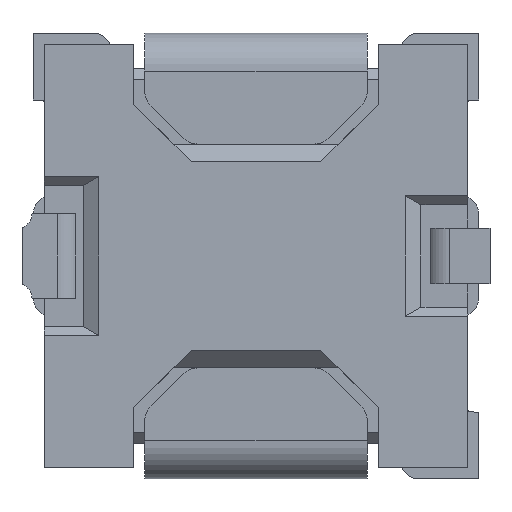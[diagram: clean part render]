
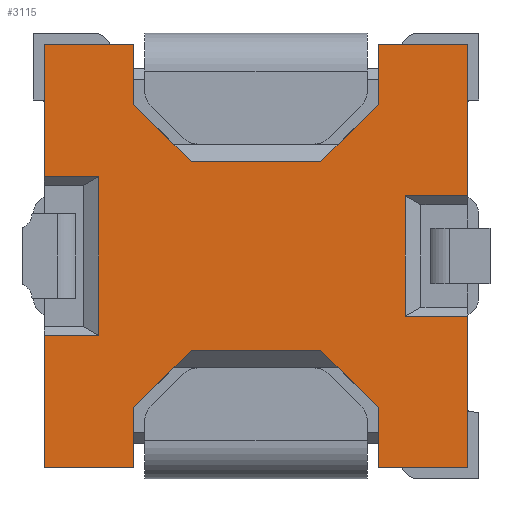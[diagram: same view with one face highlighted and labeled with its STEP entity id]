
A CAD part, front view. The second image highlights one B-rep face of the part: STEP entity #3115.
In plain terms, the highlighted planar face has unit normal (0, -1, 0).
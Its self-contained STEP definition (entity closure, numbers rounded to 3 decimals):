
#130=DIRECTION('',(-0.707,0.,0.707));
#131=VECTOR('',#130,0.367);
#132=CARTESIAN_POINT('',(1.5,0.03,-1.631));
#133=LINE('',#132,#131);
#134=DIRECTION('',(-0.707,0.,-0.707));
#135=VECTOR('',#134,0.367);
#136=CARTESIAN_POINT('',(0.659,0.03,
-1.372));
#137=LINE('',#136,#135);
#138=DIRECTION('',(0.,0.,-1.));
#139=VECTOR('',#138,0.269);
#140=CARTESIAN_POINT('',(0.4,0.03,-1.631));
#141=LINE('',#140,#139);
#142=DIRECTION('',(1.,0.,0.));
#143=VECTOR('',#142,0.244);
#144=CARTESIAN_POINT('',(0.,0.03,-1.307));
#145=LINE('',#144,#143);
#146=DIRECTION('',(-1.,0.,0.));
#147=VECTOR('',#146,0.244);
#148=CARTESIAN_POINT('',(0.244,0.03,
-0.593));
#149=LINE('',#148,#147);
#150=DIRECTION('',(0.707,0.,-0.707));
#151=VECTOR('',#150,0.367);
#152=CARTESIAN_POINT('',(0.4,0.03,-0.269));
#153=LINE('',#152,#151);
#154=DIRECTION('',(0.707,0.,0.707));
#155=VECTOR('',#154,0.367);
#156=CARTESIAN_POINT('',(1.241,0.03,
-0.528));
#157=LINE('',#156,#155);
#158=DIRECTION('',(0.,0.,-1.));
#159=VECTOR('',#158,0.68);
#160=CARTESIAN_POINT('',(1.9,0.03,0.));
#161=LINE('',#160,#159);
#162=DIRECTION('',(1.,0.,0.));
#163=VECTOR('',#162,0.279);
#164=CARTESIAN_POINT('',(1.621,0.03,-1.22));
#165=LINE('',#164,#163);
#166=DIRECTION('',(0.,0.,-1.));
#167=VECTOR('',#166,0.68);
#168=CARTESIAN_POINT('',(1.9,0.03,-1.22));
#169=LINE('',#168,#167);
#178=DIRECTION('',(1.,0.,0.));
#179=VECTOR('',#178,0.4);
#180=CARTESIAN_POINT('',(1.5,0.03,-1.9));
#181=LINE('',#180,#179);
#428=DIRECTION('',(0.,0.,1.));
#429=VECTOR('',#428,0.54);
#430=CARTESIAN_POINT('',(1.621,0.03,-1.22));
#431=LINE('',#430,#429);
#440=DIRECTION('',(1.,0.,0.));
#441=VECTOR('',#440,0.279);
#442=CARTESIAN_POINT('',(1.621,0.03,-0.68));
#443=LINE('',#442,#441);
#456=DIRECTION('',(0.,0.,-1.));
#457=VECTOR('',#456,0.593);
#458=CARTESIAN_POINT('',(0.,0.03,-1.307));
#459=LINE('',#458,#457);
#480=DIRECTION('',(0.,0.,-1.));
#481=VECTOR('',#480,0.593);
#482=CARTESIAN_POINT('',(0.,0.03,0.));
#483=LINE('',#482,#481);
#500=DIRECTION('',(0.,0.,-1.));
#501=VECTOR('',#500,0.713);
#502=CARTESIAN_POINT('',(0.244,0.03,
-0.593));
#503=LINE('',#502,#501);
#512=DIRECTION('',(1.,0.,0.));
#513=VECTOR('',#512,0.4);
#514=CARTESIAN_POINT('',(0.,0.03,-1.9));
#515=LINE('',#514,#513);
#1066=DIRECTION('',(0.,0.,-1.));
#1067=VECTOR('',#1066,0.269);
#1068=CARTESIAN_POINT('',(1.5,0.03,-1.631));
#1069=LINE('',#1068,#1067);
#1094=DIRECTION('',(1.,0.,0.));
#1095=VECTOR('',#1094,0.581);
#1096=CARTESIAN_POINT('',(0.659,0.03,
-1.372));
#1097=LINE('',#1096,#1095);
#1182=DIRECTION('',(-1.,0.,0.));
#1183=VECTOR('',#1182,0.4);
#1184=CARTESIAN_POINT('',(1.9,0.03,0.));
#1185=LINE('',#1184,#1183);
#1206=DIRECTION('',(0.,0.,-1.));
#1207=VECTOR('',#1206,0.269);
#1208=CARTESIAN_POINT('',(1.5,0.03,0.));
#1209=LINE('',#1208,#1207);
#1222=DIRECTION('',(0.,0.,1.));
#1223=VECTOR('',#1222,0.269);
#1224=CARTESIAN_POINT('',(0.4,0.03,-0.269));
#1225=LINE('',#1224,#1223);
#1274=DIRECTION('',(-1.,0.,0.));
#1275=VECTOR('',#1274,0.581);
#1276=CARTESIAN_POINT('',(1.241,0.03,
-0.528));
#1277=LINE('',#1276,#1275);
#1294=DIRECTION('',(-1.,0.,0.));
#1295=VECTOR('',#1294,0.4);
#1296=CARTESIAN_POINT('',(0.4,0.03,0.));
#1297=LINE('',#1296,#1295);
#2668=CARTESIAN_POINT('',(1.9,0.03,-1.9));
#2669=VERTEX_POINT('',#2668);
#2670=CARTESIAN_POINT('',(1.9,0.03,-1.22));
#2671=VERTEX_POINT('',#2670);
#2675=CARTESIAN_POINT('',(1.9,0.03,-0.68));
#2677=VERTEX_POINT('',#2675);
#2678=CARTESIAN_POINT('',(1.9,0.03,0.));
#2679=VERTEX_POINT('',#2678);
#2680=CARTESIAN_POINT('',(1.5,0.03,-1.9));
#2681=VERTEX_POINT('',#2680);
#2688=CARTESIAN_POINT('',(1.5,0.03,-1.631));
#2689=VERTEX_POINT('',#2688);
#2692=CARTESIAN_POINT('',(0.4,0.03,-1.9));
#2693=VERTEX_POINT('',#2692);
#2694=CARTESIAN_POINT('',(0.4,0.03,-1.631));
#2695=VERTEX_POINT('',#2694);
#2700=CARTESIAN_POINT('',(0.,0.03,-1.9));
#2701=VERTEX_POINT('',#2700);
#2702=CARTESIAN_POINT('',(0.,0.03,0.));
#2703=VERTEX_POINT('',#2702);
#2704=CARTESIAN_POINT('',(0.,0.03,-0.593));
#2705=VERTEX_POINT('',#2704);
#2709=CARTESIAN_POINT('',(0.,0.03,-1.307));
#2711=VERTEX_POINT('',#2709);
#2712=CARTESIAN_POINT('',(0.4,0.03,0.));
#2713=VERTEX_POINT('',#2712);
#2722=CARTESIAN_POINT('',(0.4,0.03,-0.269));
#2723=VERTEX_POINT('',#2722);
#2728=CARTESIAN_POINT('',(1.5,0.03,0.));
#2729=VERTEX_POINT('',#2728);
#2730=CARTESIAN_POINT('',(1.5,0.03,-0.269));
#2731=VERTEX_POINT('',#2730);
#2736=CARTESIAN_POINT('',(1.241,0.03,
-1.372));
#2737=VERTEX_POINT('',#2736);
#2738=CARTESIAN_POINT('',(0.659,0.03,
-1.372));
#2739=VERTEX_POINT('',#2738);
#2740=CARTESIAN_POINT('',(0.244,0.03,
-1.307));
#2741=VERTEX_POINT('',#2740);
#2742=CARTESIAN_POINT('',(0.244,0.03,
-0.593));
#2743=VERTEX_POINT('',#2742);
#2744=CARTESIAN_POINT('',(0.659,0.03,
-0.528));
#2745=VERTEX_POINT('',#2744);
#2746=CARTESIAN_POINT('',(1.241,0.03,
-0.528));
#2747=VERTEX_POINT('',#2746);
#2748=CARTESIAN_POINT('',(1.621,0.03,-0.68));
#2749=VERTEX_POINT('',#2748);
#2750=CARTESIAN_POINT('',(1.621,0.03,-1.22));
#2751=VERTEX_POINT('',#2750);
#3062=CARTESIAN_POINT('',(0.95,0.03,-0.95));
#3063=DIRECTION('',(0.,1.,0.));
#3064=DIRECTION('',(1.,0.,0.));
#3065=AXIS2_PLACEMENT_3D('',#3062,#3063,#3064);
#3066=PLANE('',#3065);
#3068=ORIENTED_EDGE('',*,*,#3067,.F.);
#3070=ORIENTED_EDGE('',*,*,#3069,.F.);
#3072=ORIENTED_EDGE('',*,*,#3071,.T.);
#3074=ORIENTED_EDGE('',*,*,#3073,.F.);
#3075=ORIENTED_EDGE('',*,*,#3053,.T.);
#3076=ORIENTED_EDGE('',*,*,#2991,.T.);
#3078=ORIENTED_EDGE('',*,*,#3077,.F.);
#3080=ORIENTED_EDGE('',*,*,#3079,.F.);
#3082=ORIENTED_EDGE('',*,*,#3081,.T.);
#3084=ORIENTED_EDGE('',*,*,#3083,.F.);
#3086=ORIENTED_EDGE('',*,*,#3085,.T.);
#3088=ORIENTED_EDGE('',*,*,#3087,.F.);
#3090=ORIENTED_EDGE('',*,*,#3089,.F.);
#3092=ORIENTED_EDGE('',*,*,#3091,.F.);
#3094=ORIENTED_EDGE('',*,*,#3093,.T.);
#3096=ORIENTED_EDGE('',*,*,#3095,.F.);
#3098=ORIENTED_EDGE('',*,*,#3097,.T.);
#3100=ORIENTED_EDGE('',*,*,#3099,.F.);
#3102=ORIENTED_EDGE('',*,*,#3101,.F.);
#3104=ORIENTED_EDGE('',*,*,#3103,.T.);
#3106=ORIENTED_EDGE('',*,*,#3105,.F.);
#3108=ORIENTED_EDGE('',*,*,#3107,.F.);
#3110=ORIENTED_EDGE('',*,*,#3109,.T.);
#3112=ORIENTED_EDGE('',*,*,#3111,.T.);
#3113=EDGE_LOOP('',(#3068,#3070,#3072,#3074,#3075,#3076,#3078,#3080,#3082,#3084,
#3086,#3088,#3090,#3092,#3094,#3096,#3098,#3100,#3102,#3104,#3106,#3108,#3110,
#3112));
#3114=FACE_OUTER_BOUND('',#3113,.F.);
#3115=ADVANCED_FACE('',(#3114),#3066,.F.);
#2991=EDGE_CURVE('',#2695,#2693,#141,.T.);
#3053=EDGE_CURVE('',#2739,#2695,#137,.T.);
#3067=EDGE_CURVE('',#2681,#2669,#181,.T.);
#3069=EDGE_CURVE('',#2689,#2681,#1069,.T.);
#3071=EDGE_CURVE('',#2689,#2737,#133,.T.);
#3073=EDGE_CURVE('',#2739,#2737,#1097,.T.);
#3077=EDGE_CURVE('',#2701,#2693,#515,.T.);
#3079=EDGE_CURVE('',#2711,#2701,#459,.T.);
#3081=EDGE_CURVE('',#2711,#2741,#145,.T.);
#3083=EDGE_CURVE('',#2743,#2741,#503,.T.);
#3085=EDGE_CURVE('',#2743,#2705,#149,.T.);
#3087=EDGE_CURVE('',#2703,#2705,#483,.T.);
#3089=EDGE_CURVE('',#2713,#2703,#1297,.T.);
#3091=EDGE_CURVE('',#2723,#2713,#1225,.T.);
#3093=EDGE_CURVE('',#2723,#2745,#153,.T.);
#3095=EDGE_CURVE('',#2747,#2745,#1277,.T.);
#3097=EDGE_CURVE('',#2747,#2731,#157,.T.);
#3099=EDGE_CURVE('',#2729,#2731,#1209,.T.);
#3101=EDGE_CURVE('',#2679,#2729,#1185,.T.);
#3103=EDGE_CURVE('',#2679,#2677,#161,.T.);
#3105=EDGE_CURVE('',#2749,#2677,#443,.T.);
#3107=EDGE_CURVE('',#2751,#2749,#431,.T.);
#3109=EDGE_CURVE('',#2751,#2671,#165,.T.);
#3111=EDGE_CURVE('',#2671,#2669,#169,.T.);
